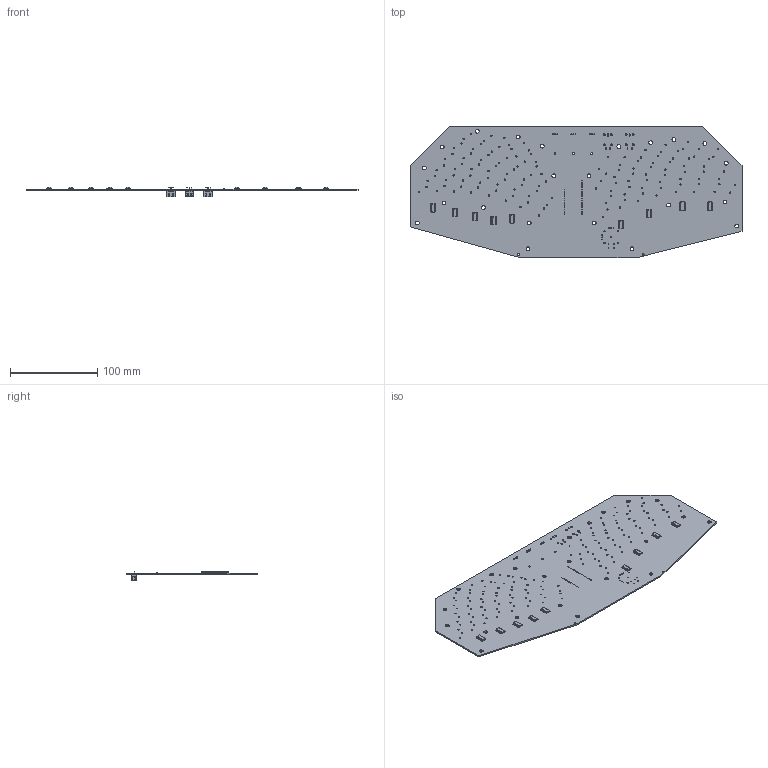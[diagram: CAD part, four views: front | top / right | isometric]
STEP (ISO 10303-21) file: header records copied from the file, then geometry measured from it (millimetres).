
FILE_DESCRIPTION(('KiCad electronic assembly'),'2;1');
FILE_NAME('bandoneon.step','2024-03-02T22:29:01',('Pcbnew'),('Kicad'), 'Open CASCADE STEP processor 7.7','KiCad to STEP converter','Unknown' );
FILE_SCHEMA(('AUTOMOTIVE_DESIGN { 1 0 10303 214 1 1 1 1 }'));
Length unit declared in the file: millimetre
Products named in the file (8): bandoneon 1; SOIC-16_3.9x9.9mm_P1.27mm; SOIC_16_39x99mm_P127mm; R_0201_0603Metric; JST_XH_B3B-XH-A_1x03_P2.50mm_Vertical; JST_B3B_XH_A; bandoneon PCB
Assembly tree (17 placements, depth 3):
  bandoneon 1
    SOIC-16_3.9x9.9mm_P1.27mm  x9
      SOIC_16_39x99mm_P127mm
    R_0201_0603Metric
      R_0201_0603Metric
    JST_XH_B3B-XH-A_1x03_P2.50mm_Vertical  x3
      JST_B3B_XH_A
    bandoneon PCB
Bounding box: 380 x 150 x 10.45 mm (x, y, z)
Volume: 81689.6 mm3; surface area: 107049.9 mm2
Topology: 14 solids, 14 shells, 3248 faces, 8729 edges, 5536 vertices
Faces by surface type: plane 2054, cylinder 834, bspline 360
Full cylindrical faces by diameter (mm): 0.6 x9, 0.762 x1, 0.8 x28, 0.889 x10, 0.95 x9, 1.397 x4, 1.5 x142, 2 x8, 2.1 x5, 4.3 x22
Entity records: 60636 total; most frequent: CARTESIAN_POINT 12861, DIRECTION 8019, LINE 5147, VECTOR 5147, ORIENTED_EDGE 4526, PCURVE 4526, DEFINITIONAL_REPRESENTATION 4526, EDGE_CURVE 2263
